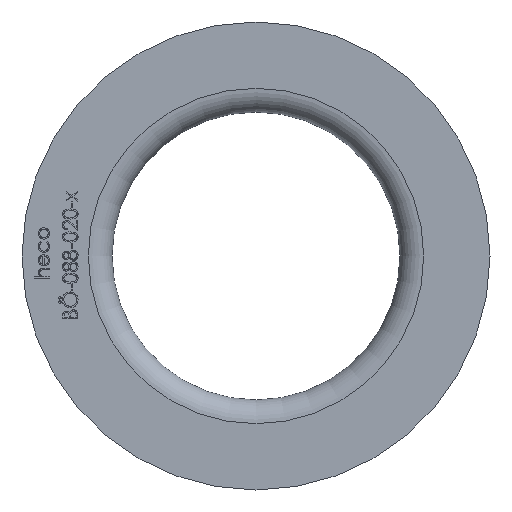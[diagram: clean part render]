
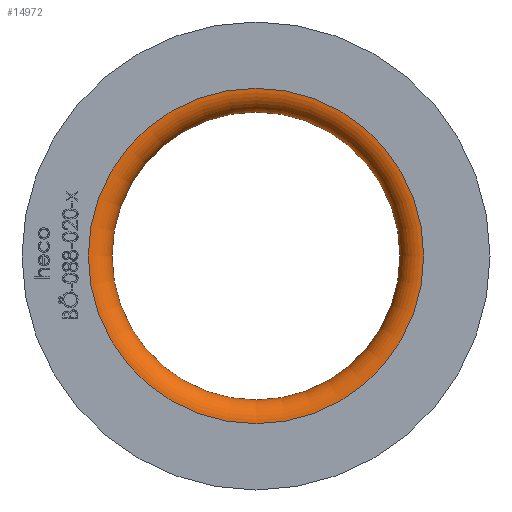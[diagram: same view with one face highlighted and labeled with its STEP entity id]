
A CAD part, left-side view. The second image highlights one B-rep face of the part: STEP entity #14972.
In plain terms, the highlighted toroidal (fillet/blend) face has major radius 49.45 mm and minor radius 7 mm.
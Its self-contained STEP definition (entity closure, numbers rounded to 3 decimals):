
#454 = VERTEX_POINT ( 'NONE', #6938 ) ;
#907 = EDGE_CURVE ( 'NONE', #9504, #9504, #9543, .T. ) ;
#1163 = TOROIDAL_SURFACE ( 'NONE', #9064, 49.45, 7. ) ;
#2088 = FACE_OUTER_BOUND ( 'NONE', #13398, .T. ) ;
#2573 = DIRECTION ( 'NONE',  ( -1., 0., 0. ) ) ;
#3570 = DIRECTION ( 'NONE',  ( -1., 0., 0. ) ) ;
#4558 = ORIENTED_EDGE ( 'NONE', *, *, #15514, .T. ) ;
#5065 = DIRECTION ( 'NONE',  ( -1., 0., 0. ) ) ;
#6005 = AXIS2_PLACEMENT_3D ( 'NONE', #11455, #5065, #14114 ) ;
#6272 = EDGE_LOOP ( 'NONE', ( #4558 ) ) ;
#6938 = CARTESIAN_POINT ( 'NONE',  ( 0., 0., 49.45 ) ) ;
#7183 = CARTESIAN_POINT ( 'NONE',  ( 7., 0., 42.45 ) ) ;
#8226 = AXIS2_PLACEMENT_3D ( 'NONE', #14294, #2573, #10273 ) ;
#9064 = AXIS2_PLACEMENT_3D ( 'NONE', #16471, #3570, #10227 ) ;
#9080 = CIRCLE ( 'NONE', #8226, 49.45 ) ;
#9504 = VERTEX_POINT ( 'NONE', #7183 ) ;
#9543 = CIRCLE ( 'NONE', #6005, 42.45 ) ;
#10227 = DIRECTION ( 'NONE',  ( 0., 0., 1. ) ) ;
#10273 = DIRECTION ( 'NONE',  ( 0., 0., 1. ) ) ;
#11455 = CARTESIAN_POINT ( 'NONE',  ( 7., 0., 0. ) ) ;
#13398 = EDGE_LOOP ( 'NONE', ( #14147 ) ) ;
#14114 = DIRECTION ( 'NONE',  ( 0., 0., 1. ) ) ;
#14147 = ORIENTED_EDGE ( 'NONE', *, *, #907, .F. ) ;
#14294 = CARTESIAN_POINT ( 'NONE',  ( 0., 0., 0. ) ) ;
#14972 = ADVANCED_FACE ( 'NONE', ( #2088, #15117 ), #1163, .T. ) ;
#15117 = FACE_OUTER_BOUND ( 'NONE', #6272, .T. ) ;
#15514 = EDGE_CURVE ( 'NONE', #454, #454, #9080, .T. ) ;
#16471 = CARTESIAN_POINT ( 'NONE',  ( 7., 0., 0. ) ) ;
